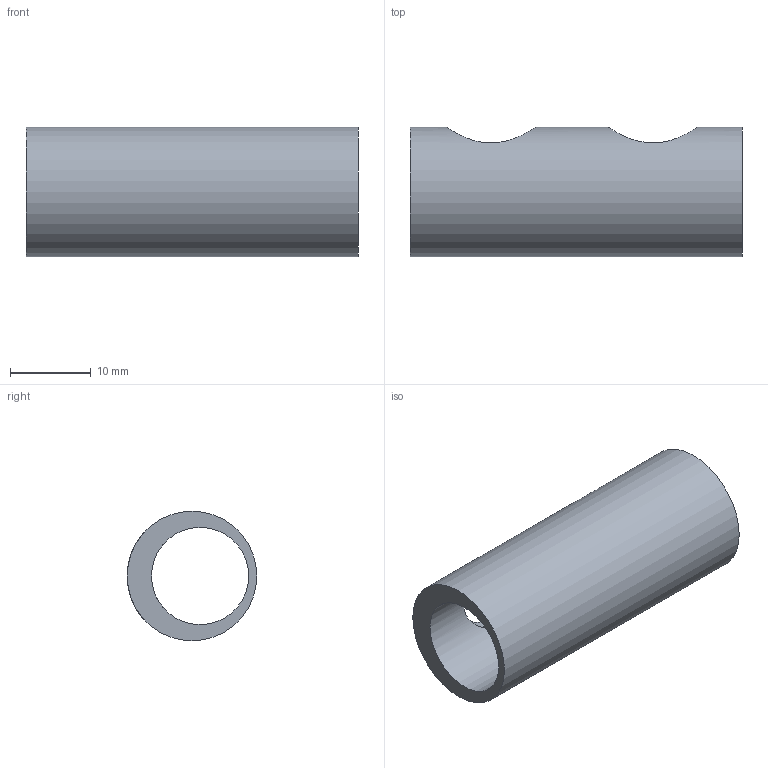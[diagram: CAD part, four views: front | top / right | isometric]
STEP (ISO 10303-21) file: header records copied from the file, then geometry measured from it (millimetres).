
FILE_DESCRIPTION(/* description */ (''),/* implementation_level */ '2;1');
FILE_NAME(/* name */ '2SS-D5-8.ipt.stp',/* time_stamp */ '2023-05-18T17:55:40+03:00',/* author */ ('Григорьев Е.Ю.'),/* organization */ (''),/* preprocessor_version */ 'ST-DEVELOPER v19.2',/* originating_system */ 'Autodesk Inventor 2023',/* authorisation */ '');
FILE_SCHEMA (('AUTOMOTIVE_DESIGN { 1 0 10303 214 3 1 1 }'));
Length unit declared in the file: millimetre
Products named in the file (1): 2SS-D5-8
Bounding box: 41 x 16 x 16 mm (x, y, z)
Volume: 3226.3 mm3; surface area: 3668.3 mm2
Topology: 1 solids, 1 shells, 8 faces, 18 edges, 12 vertices
Faces by surface type: cylinder 4, bspline 2, plane 2
Full cylindrical faces by diameter (mm): 8 x2, 12 x1, 16 x1
Entity records: 653 total; most frequent: CARTESIAN_POINT 425, ORIENTED_EDGE 36, DIRECTION 28, EDGE_CURVE 18, EDGE_LOOP 14, VERTEX_POINT 12, AXIS2_PLACEMENT_3D 11, STYLED_ITEM 9
